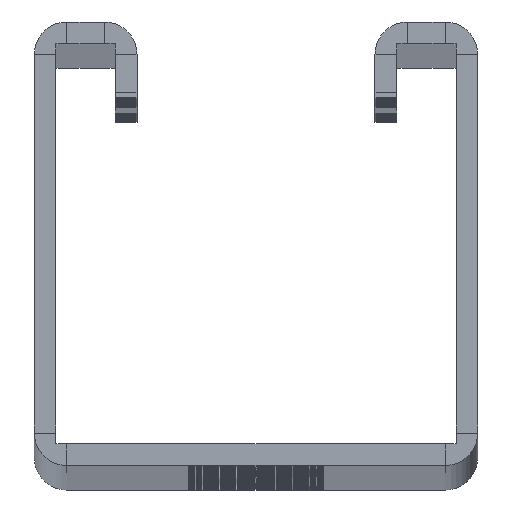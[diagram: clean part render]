
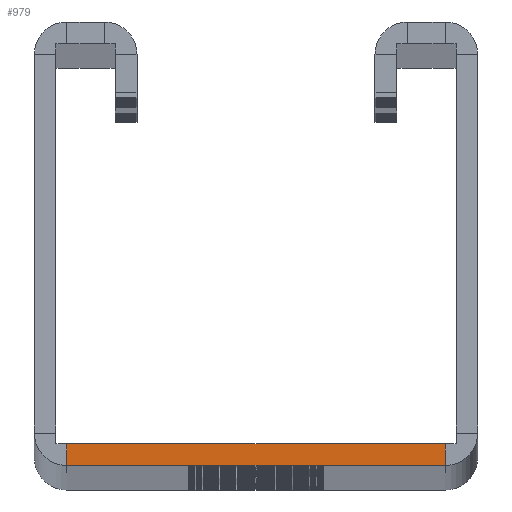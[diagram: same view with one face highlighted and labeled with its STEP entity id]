
A CAD part, top view. The second image highlights one B-rep face of the part: STEP entity #979.
In plain terms, the highlighted planar face has unit normal (0, 0, 1).
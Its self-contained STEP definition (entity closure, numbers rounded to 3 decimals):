
#979 = ADVANCED_FACE ( 'NONE', ( #26738 ), #51399, .T. ) ;
#1384 = DIRECTION ( 'NONE',  ( 1., 0., 0. ) ) ;
#1578 = CARTESIAN_POINT ( 'NONE',  ( -17.5, 2., 0. ) ) ;
#2353 = VECTOR ( 'NONE', #8344, 1000. ) ;
#4923 = EDGE_CURVE ( 'NONE', #35172, #56133, #52075, .T. ) ;
#6111 = LINE ( 'NONE', #64954, #57950 ) ;
#8344 = DIRECTION ( 'NONE',  ( -1., 0., 0. ) ) ;
#8816 = VECTOR ( 'NONE', #48895, 1000. ) ;
#11099 = AXIS2_PLACEMENT_3D ( 'NONE', #51627, #16954, #1384 ) ;
#13390 = ORIENTED_EDGE ( 'NONE', *, *, #58898, .F. ) ;
#13427 = VECTOR ( 'NONE', #58418, 1000. ) ;
#15538 = CARTESIAN_POINT ( 'NONE',  ( 17.5, 2., 0. ) ) ;
#16954 = DIRECTION ( 'NONE',  ( 0., 0., 1. ) ) ;
#19592 = ORIENTED_EDGE ( 'NONE', *, *, #47502, .T. ) ;
#20711 = VERTEX_POINT ( 'NONE', #1578 ) ;
#22712 = EDGE_LOOP ( 'NONE', ( #59855, #19592, #13390, #58422 ) ) ;
#26405 = EDGE_CURVE ( 'NONE', #35172, #20711, #6111, .T. ) ;
#26738 = FACE_OUTER_BOUND ( 'NONE', #22712, .T. ) ;
#29044 = LINE ( 'NONE', #64510, #2353 ) ;
#33160 = CARTESIAN_POINT ( 'NONE',  ( -17.5, 2., 0. ) ) ;
#35172 = VERTEX_POINT ( 'NONE', #15538 ) ;
#36149 = VERTEX_POINT ( 'NONE', #64085 ) ;
#36991 = LINE ( 'NONE', #33160, #13427 ) ;
#43091 = CARTESIAN_POINT ( 'NONE',  ( 17.5, 0., 0. ) ) ;
#47502 = EDGE_CURVE ( 'NONE', #20711, #36149, #36991, .T. ) ;
#48895 = DIRECTION ( 'NONE',  ( 0., -1., 0. ) ) ;
#51399 = PLANE ( 'NONE',  #11099 ) ;
#51627 = CARTESIAN_POINT ( 'NONE',  ( -14., 38., 0. ) ) ;
#52075 = LINE ( 'NONE', #63581, #8816 ) ;
#56133 = VERTEX_POINT ( 'NONE', #43091 ) ;
#57950 = VECTOR ( 'NONE', #60139, 1000. ) ;
#58418 = DIRECTION ( 'NONE',  ( 0., -1., 0. ) ) ;
#58422 = ORIENTED_EDGE ( 'NONE', *, *, #4923, .F. ) ;
#58898 = EDGE_CURVE ( 'NONE', #56133, #36149, #29044, .T. ) ;
#59855 = ORIENTED_EDGE ( 'NONE', *, *, #26405, .T. ) ;
#60139 = DIRECTION ( 'NONE',  ( -1., 0., 0. ) ) ;
#63581 = CARTESIAN_POINT ( 'NONE',  ( 17.5, 2., 0. ) ) ;
#64085 = CARTESIAN_POINT ( 'NONE',  ( -17.5, 0., 0. ) ) ;
#64510 = CARTESIAN_POINT ( 'NONE',  ( 0., 0., 0. ) ) ;
#64954 = CARTESIAN_POINT ( 'NONE',  ( 0., 2., 0. ) ) ;
